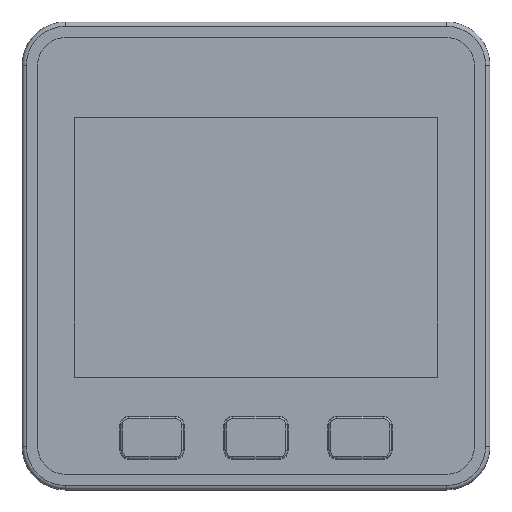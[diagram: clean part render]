
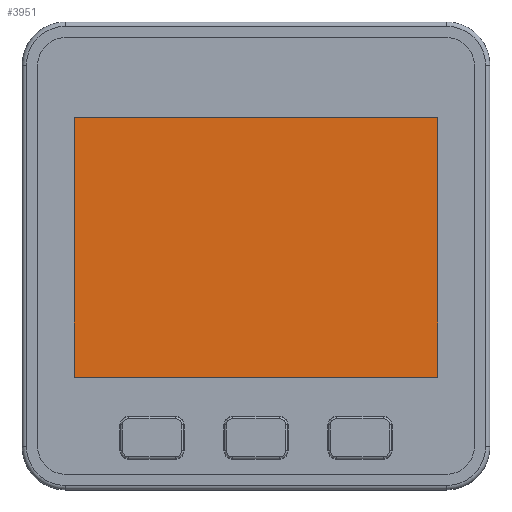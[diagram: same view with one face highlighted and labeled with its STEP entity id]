
A CAD part, top view. The second image highlights one B-rep face of the part: STEP entity #3951.
In plain terms, the highlighted planar face has unit normal (0, 0, 1).
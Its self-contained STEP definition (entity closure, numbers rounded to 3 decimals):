
#577=FACE_OUTER_BOUND('',#823,.T.);
#823=EDGE_LOOP('',(#3553,#3554,#3555,#3556));
#1175=LINE('',#6705,#1537);
#1178=LINE('',#6711,#1540);
#1181=LINE('',#6717,#1543);
#1184=LINE('',#6721,#1546);
#1537=VECTOR('',#5532,10.);
#1540=VECTOR('',#5537,10.);
#1543=VECTOR('',#5542,10.);
#1546=VECTOR('',#5547,10.);
#1901=VERTEX_POINT('',#6702);
#1902=VERTEX_POINT('',#6704);
#1904=VERTEX_POINT('',#6710);
#1906=VERTEX_POINT('',#6716);
#2451=EDGE_CURVE('',#1902,#1901,#1175,.T.);
#2454=EDGE_CURVE('',#1904,#1902,#1178,.T.);
#2457=EDGE_CURVE('',#1906,#1904,#1181,.T.);
#2460=EDGE_CURVE('',#1901,#1906,#1184,.T.);
#3553=ORIENTED_EDGE('',*,*,#2460,.T.);
#3554=ORIENTED_EDGE('',*,*,#2457,.T.);
#3555=ORIENTED_EDGE('',*,*,#2454,.T.);
#3556=ORIENTED_EDGE('',*,*,#2451,.T.);
#3740=PLANE('',#4382);
#3951=ADVANCED_FACE('',(#577),#3740,.T.);
#4382=AXIS2_PLACEMENT_3D('',#6722,#5548,#5549);
#5532=DIRECTION('',(1.,0.,0.));
#5537=DIRECTION('',(0.,-1.,0.));
#5542=DIRECTION('',(-1.,0.,0.));
#5547=DIRECTION('',(0.,1.,0.));
#5548=DIRECTION('center_axis',(0.,0.,1.));
#5549=DIRECTION('ref_axis',(1.,0.,0.));
#6702=CARTESIAN_POINT('',(21.,-14.,-0.1));
#6704=CARTESIAN_POINT('',(-21.,-14.,-0.1));
#6705=CARTESIAN_POINT('',(-21.,-14.,-0.1));
#6710=CARTESIAN_POINT('',(-21.,16.,-0.1));
#6711=CARTESIAN_POINT('',(-21.,16.,-0.1));
#6716=CARTESIAN_POINT('',(21.,16.,-0.1));
#6717=CARTESIAN_POINT('',(21.,16.,-0.1));
#6721=CARTESIAN_POINT('',(21.,-14.,-0.1));
#6722=CARTESIAN_POINT('Origin',(0.,1.,-0.1));
